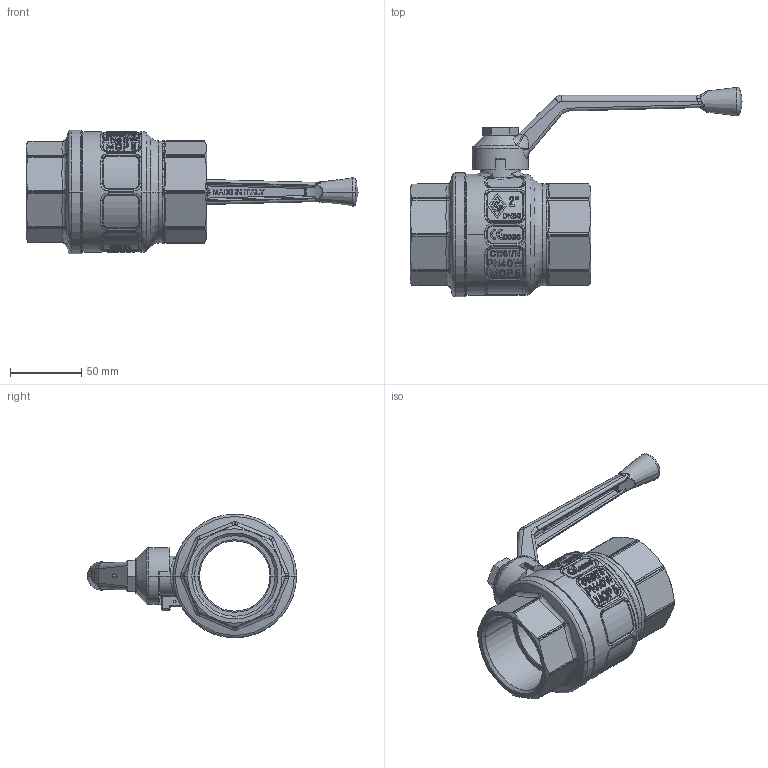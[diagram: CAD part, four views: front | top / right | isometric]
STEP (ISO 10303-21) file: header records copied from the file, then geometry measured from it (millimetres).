
FILE_DESCRIPTION(('Creo Elements/Direct Modeling STEP Export'),'2;1');
FILE_NAME('1700100000-30-08-2016.stp','2016-08-30T15:03:21',(''),(''),'PTC Creo Elements/Direct Modeling STEP processor for AP214 (Solid Model)','PTC Creo Elements/Direct Modeling 19.0B 21-Mar-2015 (C) Parametric Technology GmbH','');
FILE_SCHEMA(('AUTOMOTIVE_DESIGN { 1 0 10303 214 1 1 1 1 }'));
Length unit declared in the file: millimetre
Products named in the file (2): 1700100000-30-08-2016
Assembly tree (1 placements, depth 2):
  1700100000-30-08-2016
    1700100000-30-08-2016
Bounding box: 233.7 x 147.25 x 87 mm (x, y, z)
Volume: 354635.9 mm3; surface area: 76353.2 mm2
Topology: 1 solids, 1 shells, 2608 faces, 7144 edges, 4616 vertices
Faces by surface type: plane 1818, bspline 365, cylinder 296, cone 80, torus 39, extrusion 6, sphere 4
Entity records: 169332 total; most frequent: CARTESIAN_POINT 102207, ORIENTED_EDGE 14232, DIRECTION 12869, EDGE_CURVE 7116, AXIS2_PLACEMENT_3D 5024, VERTEX_POINT 4616, VECTOR 2821, LINE 2815
